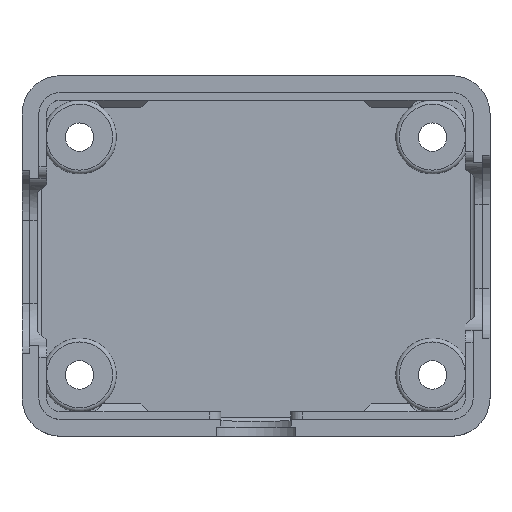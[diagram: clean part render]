
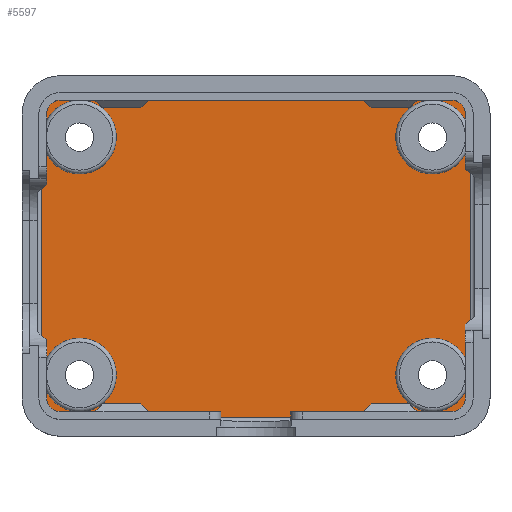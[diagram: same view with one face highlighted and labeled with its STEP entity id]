
A CAD part, top view. The second image highlights one B-rep face of the part: STEP entity #5597.
In plain terms, the highlighted face is planar.
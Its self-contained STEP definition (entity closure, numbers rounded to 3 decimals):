
#319=FACE_BOUND('',#1166,.T.);
#320=FACE_BOUND('',#1167,.T.);
#321=FACE_BOUND('',#1168,.T.);
#322=FACE_BOUND('',#1169,.T.);
#418=CIRCLE('',#5715,4.8);
#424=CIRCLE('',#5724,4.8);
#430=CIRCLE('',#5733,4.8);
#436=CIRCLE('',#5742,4.8);
#528=CIRCLE('',#5988,2.5);
#529=CIRCLE('',#5989,2.5);
#530=CIRCLE('',#5990,2.5);
#531=CIRCLE('',#5991,2.5);
#841=FACE_OUTER_BOUND('',#1165,.T.);
#1165=EDGE_LOOP('',(#5097,#5098,#5099,#5100,#5101,#5102,#5103,#5104));
#1166=EDGE_LOOP('',(#5105));
#1167=EDGE_LOOP('',(#5106));
#1168=EDGE_LOOP('',(#5107));
#1169=EDGE_LOOP('',(#5108));
#1655=LINE('',#10437,#2135);
#1656=LINE('',#10441,#2136);
#1657=LINE('',#10445,#2137);
#1658=LINE('',#10448,#2138);
#2135=VECTOR('',#7225,10.);
#2136=VECTOR('',#7228,10.);
#2137=VECTOR('',#7231,10.);
#2138=VECTOR('',#7234,10.);
#2229=VERTEX_POINT('',#7557);
#2234=VERTEX_POINT('',#7572);
#2239=VERTEX_POINT('',#7587);
#2244=VERTEX_POINT('',#7602);
#2659=VERTEX_POINT('',#10433);
#2660=VERTEX_POINT('',#10434);
#2661=VERTEX_POINT('',#10436);
#2662=VERTEX_POINT('',#10438);
#2663=VERTEX_POINT('',#10440);
#2664=VERTEX_POINT('',#10442);
#2665=VERTEX_POINT('',#10444);
#2666=VERTEX_POINT('',#10446);
#2808=EDGE_CURVE('',#2229,#2229,#418,.T.);
#2815=EDGE_CURVE('',#2234,#2234,#424,.T.);
#2822=EDGE_CURVE('',#2239,#2239,#430,.T.);
#2829=EDGE_CURVE('',#2244,#2244,#436,.T.);
#3476=EDGE_CURVE('',#2659,#2660,#528,.T.);
#3477=EDGE_CURVE('',#2660,#2661,#1655,.T.);
#3478=EDGE_CURVE('',#2661,#2662,#529,.T.);
#3479=EDGE_CURVE('',#2662,#2663,#1656,.T.);
#3480=EDGE_CURVE('',#2663,#2664,#530,.T.);
#3481=EDGE_CURVE('',#2664,#2665,#1657,.T.);
#3482=EDGE_CURVE('',#2665,#2666,#531,.T.);
#3483=EDGE_CURVE('',#2666,#2659,#1658,.T.);
#5097=ORIENTED_EDGE('',*,*,#3476,.T.);
#5098=ORIENTED_EDGE('',*,*,#3477,.T.);
#5099=ORIENTED_EDGE('',*,*,#3478,.T.);
#5100=ORIENTED_EDGE('',*,*,#3479,.T.);
#5101=ORIENTED_EDGE('',*,*,#3480,.T.);
#5102=ORIENTED_EDGE('',*,*,#3481,.T.);
#5103=ORIENTED_EDGE('',*,*,#3482,.T.);
#5104=ORIENTED_EDGE('',*,*,#3483,.T.);
#5105=ORIENTED_EDGE('',*,*,#2829,.T.);
#5106=ORIENTED_EDGE('',*,*,#2815,.T.);
#5107=ORIENTED_EDGE('',*,*,#2822,.T.);
#5108=ORIENTED_EDGE('',*,*,#2808,.T.);
#5296=PLANE('',#5987);
#5597=ADVANCED_FACE('',(#841,#319,#320,#321,#322),#5296,.T.);
#5715=AXIS2_PLACEMENT_3D('',#7559,#6301,#6302);
#5724=AXIS2_PLACEMENT_3D('',#7574,#6320,#6321);
#5733=AXIS2_PLACEMENT_3D('',#7589,#6339,#6340);
#5742=AXIS2_PLACEMENT_3D('',#7604,#6358,#6359);
#5987=AXIS2_PLACEMENT_3D('',#10432,#7221,#7222);
#5988=AXIS2_PLACEMENT_3D('',#10435,#7223,#7224);
#5989=AXIS2_PLACEMENT_3D('',#10439,#7226,#7227);
#5990=AXIS2_PLACEMENT_3D('',#10443,#7229,#7230);
#5991=AXIS2_PLACEMENT_3D('',#10447,#7232,#7233);
#6301=DIRECTION('center_axis',(0.,-1.,0.));
#6302=DIRECTION('ref_axis',(1.,0.,0.));
#6320=DIRECTION('center_axis',(0.,-1.,0.));
#6321=DIRECTION('ref_axis',(1.,0.,0.));
#6339=DIRECTION('center_axis',(0.,-1.,0.));
#6340=DIRECTION('ref_axis',(1.,0.,0.));
#6358=DIRECTION('center_axis',(0.,-1.,0.));
#6359=DIRECTION('ref_axis',(1.,0.,0.));
#7221=DIRECTION('center_axis',(0.,1.,0.));
#7222=DIRECTION('ref_axis',(1.,0.,0.));
#7223=DIRECTION('center_axis',(0.,1.,0.));
#7224=DIRECTION('ref_axis',(0.707,0.,-0.707));
#7225=DIRECTION('',(-1.,0.,0.));
#7226=DIRECTION('center_axis',(0.,1.,0.));
#7227=DIRECTION('ref_axis',(-0.707,0.,-0.707));
#7228=DIRECTION('',(0.,0.,1.));
#7229=DIRECTION('center_axis',(0.,1.,0.));
#7230=DIRECTION('ref_axis',(-0.707,0.,0.707));
#7231=DIRECTION('',(1.,0.,0.));
#7232=DIRECTION('center_axis',(0.,1.,0.));
#7233=DIRECTION('ref_axis',(0.707,0.,0.707));
#7234=DIRECTION('',(0.,0.,-1.));
#7557=CARTESIAN_POINT('',(-27.8,2.,15.5));
#7559=CARTESIAN_POINT('Origin',(-23.,2.,15.5));
#7572=CARTESIAN_POINT('',(-27.8,2.,-15.5));
#7574=CARTESIAN_POINT('Origin',(-23.,2.,-15.5));
#7587=CARTESIAN_POINT('',(18.2,2.,15.5));
#7589=CARTESIAN_POINT('Origin',(23.,2.,15.5));
#7602=CARTESIAN_POINT('',(18.2,2.,-15.5));
#7604=CARTESIAN_POINT('Origin',(23.,2.,-15.5));
#10432=CARTESIAN_POINT('Origin',(0.,2.,0.));
#10433=CARTESIAN_POINT('',(28.,2.,-18.5));
#10434=CARTESIAN_POINT('',(25.5,2.,-21.));
#10435=CARTESIAN_POINT('Origin',(25.5,2.,-18.5));
#10436=CARTESIAN_POINT('',(-25.5,2.,-21.));
#10437=CARTESIAN_POINT('',(15.25,2.,-21.));
#10438=CARTESIAN_POINT('',(-28.,2.,-18.5));
#10439=CARTESIAN_POINT('Origin',(-25.5,2.,-18.5));
#10440=CARTESIAN_POINT('',(-28.,2.,18.5));
#10441=CARTESIAN_POINT('',(-28.,2.,-11.75));
#10442=CARTESIAN_POINT('',(-25.5,2.,21.));
#10443=CARTESIAN_POINT('Origin',(-25.5,2.,18.5));
#10444=CARTESIAN_POINT('',(25.5,2.,21.));
#10445=CARTESIAN_POINT('',(-15.25,2.,21.));
#10446=CARTESIAN_POINT('',(28.,2.,18.5));
#10447=CARTESIAN_POINT('Origin',(25.5,2.,18.5));
#10448=CARTESIAN_POINT('',(28.,2.,11.75));
